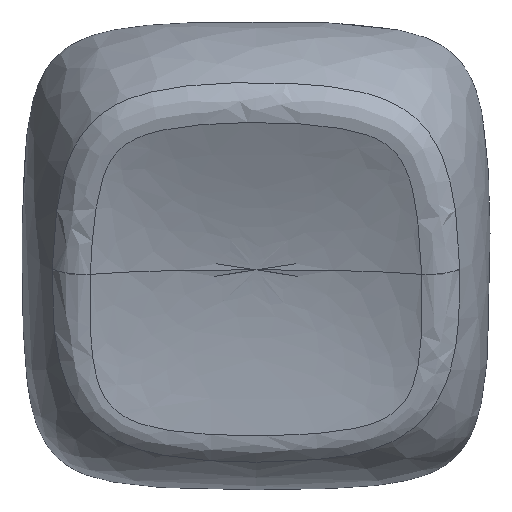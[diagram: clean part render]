
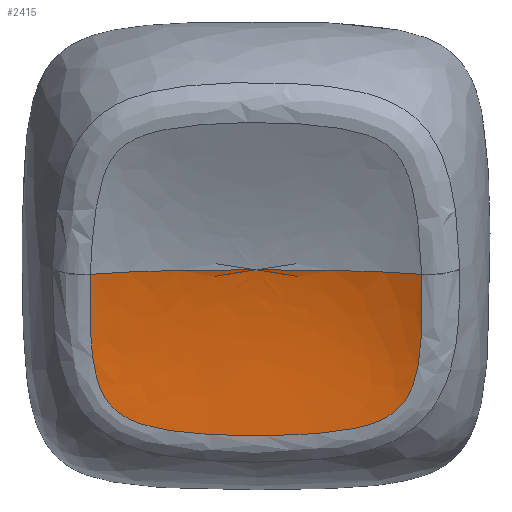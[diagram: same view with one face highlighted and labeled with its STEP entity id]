
A CAD part, top view. The second image highlights one B-rep face of the part: STEP entity #2415.
In plain terms, the highlighted free-form (B-spline) face has degree [3, 3] with [10, 5] control points.
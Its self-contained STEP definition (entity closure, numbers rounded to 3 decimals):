
#15=(
BOUNDED_CURVE()
B_SPLINE_CURVE(5,(#12275,#12276,#12277,#12278,#12279,#12280,#12281,#12282,
#12283),.UNSPECIFIED.,.F.,.F.)
B_SPLINE_CURVE_WITH_KNOTS((6,1,1,1,6),(0.215,0.4,0.6,0.8,1.),
 .UNSPECIFIED.)
CURVE()
GEOMETRIC_REPRESENTATION_ITEM()
RATIONAL_B_SPLINE_CURVE((1.,1.,1.,1.,1.,1.,1.,1.,1.))
REPRESENTATION_ITEM('')
);
#16=(
BOUNDED_CURVE()
B_SPLINE_CURVE(5,(#12284,#12285,#12286,#12287,#12288,#12289,#12290,#12291,
#12292),.UNSPECIFIED.,.F.,.F.)
B_SPLINE_CURVE_WITH_KNOTS((6,1,1,1,6),(0.215,0.4,0.6,0.8,1.),
 .UNSPECIFIED.)
CURVE()
GEOMETRIC_REPRESENTATION_ITEM()
RATIONAL_B_SPLINE_CURVE((1.,1.,1.,1.,1.,1.,1.,1.,1.))
REPRESENTATION_ITEM('')
);
#308=FACE_OUTER_BOUND('',#461,.T.);
#461=EDGE_LOOP('',(#2142,#2143,#2144));
#783=B_SPLINE_CURVE_WITH_KNOTS('',3,(#11733,#11734,#11735,#11736,#11737,
#11738,#11739,#11740,#11741,#11742,#11743,#11744,#11745,#11746,#11747,#11748,
#11749,#11750,#11751,#11752,#11753,#11754,#11755,#11756,#11757,#11758),
 .UNSPECIFIED.,.F.,.F.,(4,2,1,2,1,1,1,1,1,1,1,1,1,1,1,1,2,1,2,4),(-2.322,
-2.317,-2.155,-1.993,-1.889,
-1.785,-1.681,-1.577,-1.473,
-1.369,-1.161,-0.953,-0.745,
-0.641,-0.537,-0.434,-0.33,
-0.167,-0.005,0.),.UNSPECIFIED.);
#1015=VERTEX_POINT('',#11686);
#1021=VERTEX_POINT('',#11731);
#1025=VERTEX_POINT('',#12274);
#1393=EDGE_CURVE('',#1021,#1015,#783,.T.);
#1400=EDGE_CURVE('',#1021,#1025,#15,.T.);
#1401=EDGE_CURVE('',#1015,#1025,#16,.T.);
#2142=ORIENTED_EDGE('',*,*,#1393,.F.);
#2143=ORIENTED_EDGE('',*,*,#1400,.T.);
#2144=ORIENTED_EDGE('',*,*,#1401,.F.);
#2267=B_SPLINE_SURFACE_WITH_KNOTS('',3,3,((#12224,#12225,#12226,#12227,
#12228),(#12229,#12230,#12231,#12232,#12233),(#12234,#12235,#12236,#12237,
#12238),(#12239,#12240,#12241,#12242,#12243),(#12244,#12245,#12246,#12247,
#12248),(#12249,#12250,#12251,#12252,#12253),(#12254,#12255,#12256,#12257,
#12258),(#12259,#12260,#12261,#12262,#12263),(#12264,#12265,#12266,#12267,
#12268),(#12269,#12270,#12271,#12272,#12273)),.UNSPECIFIED.,.F.,.F.,.F.,
(4,1,1,1,1,1,1,4),(4,1,4),(0.,0.143,0.286,0.429,
0.571,0.714,0.857,1.),(0.083,
0.476,1.),.UNSPECIFIED.);
#2415=ADVANCED_FACE('',(#308),#2267,.F.);
#11686=CARTESIAN_POINT('',(-6.37,-0.728,7.017));
#11731=CARTESIAN_POINT('',(6.37,-0.728,7.017));
#11733=CARTESIAN_POINT('Ctrl Pts',(6.37,-0.728,
7.017));
#11734=CARTESIAN_POINT('Ctrl Pts',(6.371,-0.744,7.013));
#11735=CARTESIAN_POINT('Ctrl Pts',(6.372,-0.759,7.009));
#11736=CARTESIAN_POINT('Ctrl Pts',(6.391,-1.289,6.874));
#11737=CARTESIAN_POINT('Ctrl Pts',(6.402,-2.324,6.614));
#11738=CARTESIAN_POINT('Ctrl Pts',(6.352,-3.342,6.377));
#11739=CARTESIAN_POINT('Ctrl Pts',(6.25,-4.16,6.196));
#11740=CARTESIAN_POINT('Ctrl Pts',(6.14,-4.79,6.062));
#11741=CARTESIAN_POINT('Ctrl Pts',(5.76,-5.67,5.876));
#11742=CARTESIAN_POINT('Ctrl Pts',(5.013,-6.285,5.728));
#11743=CARTESIAN_POINT('Ctrl Pts',(4.078,-6.605,5.64));
#11744=CARTESIAN_POINT('Ctrl Pts',(3.08,-6.782,5.59));
#11745=CARTESIAN_POINT('Ctrl Pts',(1.724,-6.907,5.554));
#11746=CARTESIAN_POINT('Ctrl Pts',(-0.002,-6.952,
5.541));
#11747=CARTESIAN_POINT('Ctrl Pts',(-2.065,-6.897,
5.557));
#11748=CARTESIAN_POINT('Ctrl Pts',(-3.762,-6.709,
5.611));
#11749=CARTESIAN_POINT('Ctrl Pts',(-5.014,-6.285,
5.728));
#11750=CARTESIAN_POINT('Ctrl Pts',(-5.761,-5.667,5.877));
#11751=CARTESIAN_POINT('Ctrl Pts',(-6.139,-4.79,6.062));
#11752=CARTESIAN_POINT('Ctrl Pts',(-6.25,-4.16,6.196));
#11753=CARTESIAN_POINT('Ctrl Pts',(-6.352,-3.342,
6.377));
#11754=CARTESIAN_POINT('Ctrl Pts',(-6.402,-2.324,
6.614));
#11755=CARTESIAN_POINT('Ctrl Pts',(-6.391,-1.289,
6.874));
#11756=CARTESIAN_POINT('Ctrl Pts',(-6.372,-0.759,
7.009));
#11757=CARTESIAN_POINT('Ctrl Pts',(-6.371,-0.744,
7.013));
#11758=CARTESIAN_POINT('Ctrl Pts',(-6.37,-0.728,
7.017));
#12224=CARTESIAN_POINT('Ctrl Pts',(6.935,-0.778,7.203));
#12225=CARTESIAN_POINT('Ctrl Pts',(6.413,-0.727,7.013));
#12226=CARTESIAN_POINT('Ctrl Pts',(4.986,-0.616,
6.6));
#12227=CARTESIAN_POINT('Ctrl Pts',(2.405,-0.552,6.359));
#12228=CARTESIAN_POINT('Ctrl Pts',(0.,-0.552,
6.359));
#12229=CARTESIAN_POINT('Ctrl Pts',(6.935,-2.007,6.873));
#12230=CARTESIAN_POINT('Ctrl Pts',(6.413,-1.78,6.731));
#12231=CARTESIAN_POINT('Ctrl Pts',(4.986,-1.26,6.428));
#12232=CARTESIAN_POINT('Ctrl Pts',(2.405,-0.786,6.296));
#12233=CARTESIAN_POINT('Ctrl Pts',(0.,-0.552,
6.359));
#12234=CARTESIAN_POINT('Ctrl Pts',(6.763,-4.434,6.223));
#12235=CARTESIAN_POINT('Ctrl Pts',(6.259,-3.887,6.166));
#12236=CARTESIAN_POINT('Ctrl Pts',(4.772,-2.521,6.09));
#12237=CARTESIAN_POINT('Ctrl Pts',(2.209,-1.187,6.188));
#12238=CARTESIAN_POINT('Ctrl Pts',(0.,-0.552,
6.359));
#12239=CARTESIAN_POINT('Ctrl Pts',(5.438,-6.401,5.696));
#12240=CARTESIAN_POINT('Ctrl Pts',(5.045,-5.561,5.717));
#12241=CARTESIAN_POINT('Ctrl Pts',(3.651,-3.556,5.812));
#12242=CARTESIAN_POINT('Ctrl Pts',(1.494,-1.589,6.081));
#12243=CARTESIAN_POINT('Ctrl Pts',(0.,-0.552,
6.359));
#12244=CARTESIAN_POINT('Ctrl Pts',(2.244,-6.996,5.537));
#12245=CARTESIAN_POINT('Ctrl Pts',(2.085,-6.034,5.591));
#12246=CARTESIAN_POINT('Ctrl Pts',(1.447,-3.883,5.725));
#12247=CARTESIAN_POINT('Ctrl Pts',(0.526,-1.789,6.027));
#12248=CARTESIAN_POINT('Ctrl Pts',(0.,-0.552,
6.359));
#12249=CARTESIAN_POINT('Ctrl Pts',(-2.25,-6.995,
5.537));
#12250=CARTESIAN_POINT('Ctrl Pts',(-2.092,-6.033,5.591));
#12251=CARTESIAN_POINT('Ctrl Pts',(-1.45,-3.882,
5.725));
#12252=CARTESIAN_POINT('Ctrl Pts',(-0.526,-1.789,
6.027));
#12253=CARTESIAN_POINT('Ctrl Pts',(0.,-0.552,
6.359));
#12254=CARTESIAN_POINT('Ctrl Pts',(-5.432,-6.4,
5.696));
#12255=CARTESIAN_POINT('Ctrl Pts',(-5.039,-5.56,5.718));
#12256=CARTESIAN_POINT('Ctrl Pts',(-3.648,-3.555,
5.813));
#12257=CARTESIAN_POINT('Ctrl Pts',(-1.494,-1.589,6.081));
#12258=CARTESIAN_POINT('Ctrl Pts',(0.,-0.552,
6.359));
#12259=CARTESIAN_POINT('Ctrl Pts',(-6.762,-4.434,6.223));
#12260=CARTESIAN_POINT('Ctrl Pts',(-6.259,-3.887,6.166));
#12261=CARTESIAN_POINT('Ctrl Pts',(-4.772,-2.521,
6.09));
#12262=CARTESIAN_POINT('Ctrl Pts',(-2.209,-1.187,
6.188));
#12263=CARTESIAN_POINT('Ctrl Pts',(0.,-0.552,
6.359));
#12264=CARTESIAN_POINT('Ctrl Pts',(-6.935,-2.007,
6.873));
#12265=CARTESIAN_POINT('Ctrl Pts',(-6.413,-1.78,6.731));
#12266=CARTESIAN_POINT('Ctrl Pts',(-4.986,-1.26,6.428));
#12267=CARTESIAN_POINT('Ctrl Pts',(-2.405,-0.786,6.296));
#12268=CARTESIAN_POINT('Ctrl Pts',(0.,-0.552,
6.359));
#12269=CARTESIAN_POINT('Ctrl Pts',(-6.935,-0.778,
7.203));
#12270=CARTESIAN_POINT('Ctrl Pts',(-6.413,-0.727,
7.013));
#12271=CARTESIAN_POINT('Ctrl Pts',(-4.986,-0.616,
6.6));
#12272=CARTESIAN_POINT('Ctrl Pts',(-2.405,-0.552,6.359));
#12273=CARTESIAN_POINT('Ctrl Pts',(0.,-0.552,
6.359));
#12274=CARTESIAN_POINT('',(0.,-0.552,6.359));
#12275=CARTESIAN_POINT('Ctrl Pts',(6.37,-0.728,
7.017));
#12276=CARTESIAN_POINT('Ctrl Pts',(6.2,-0.714,
6.967));
#12277=CARTESIAN_POINT('Ctrl Pts',(5.83,-0.687,
6.864));
#12278=CARTESIAN_POINT('Ctrl Pts',(5.206,-0.648,
6.718));
#12279=CARTESIAN_POINT('Ctrl Pts',(4.214,-0.601,
6.544));
#12280=CARTESIAN_POINT('Ctrl Pts',(2.885,-0.568,6.421));
#12281=CARTESIAN_POINT('Ctrl Pts',(1.576,-0.555,
6.37));
#12282=CARTESIAN_POINT('Ctrl Pts',(0.551,-0.552,
6.359));
#12283=CARTESIAN_POINT('Ctrl Pts',(0.,-0.552,
6.359));
#12284=CARTESIAN_POINT('Ctrl Pts',(-6.37,-0.728,
7.017));
#12285=CARTESIAN_POINT('Ctrl Pts',(-6.2,-0.714,
6.967));
#12286=CARTESIAN_POINT('Ctrl Pts',(-5.83,-0.687,
6.864));
#12287=CARTESIAN_POINT('Ctrl Pts',(-5.206,-0.648,
6.718));
#12288=CARTESIAN_POINT('Ctrl Pts',(-4.214,-0.601,
6.544));
#12289=CARTESIAN_POINT('Ctrl Pts',(-2.885,-0.568,
6.421));
#12290=CARTESIAN_POINT('Ctrl Pts',(-1.576,-0.555,
6.37));
#12291=CARTESIAN_POINT('Ctrl Pts',(-0.551,-0.552,
6.359));
#12292=CARTESIAN_POINT('Ctrl Pts',(0.,-0.552,
6.359));
